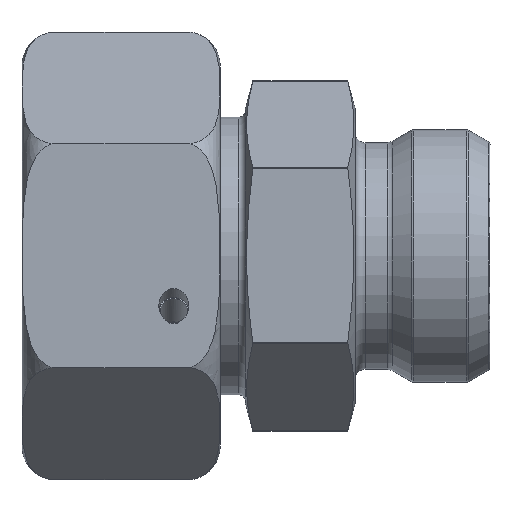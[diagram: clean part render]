
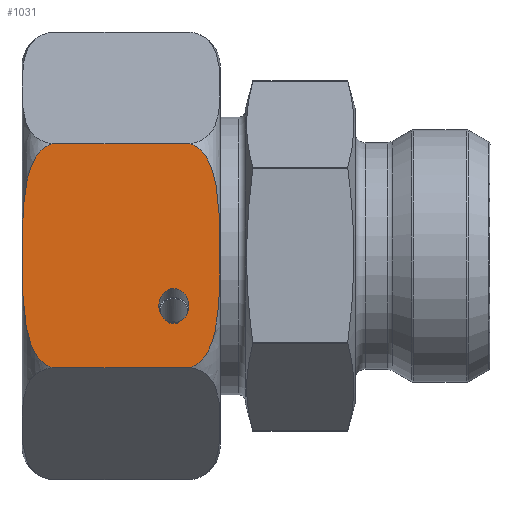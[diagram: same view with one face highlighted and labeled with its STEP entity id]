
A CAD part, top view. The second image highlights one B-rep face of the part: STEP entity #1031.
In plain terms, the highlighted face is planar.
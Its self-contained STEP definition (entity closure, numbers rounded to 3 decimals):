
#550=ELLIPSE('',#5343,2.047,1.773);
#667=FACE_BOUND('',#1587,.T.);
#668=FACE_BOUND('',#1588,.T.);
#786=PLANE('',#5344);
#1031=ADVANCED_FACE('',(#667,#668),#786,.F.);
#1587=EDGE_LOOP('',(#2433,#2434,#2435,#2436));
#1588=EDGE_LOOP('',(#2437));
#1872=B_SPLINE_CURVE_WITH_KNOTS('',3,(#6825,#6826,#6827,#6828,#6829,#6830,
#6831,#6832,#6833,#6834,#6835,#6836,#6837,#6838,#6839,#6840,#6841,#6842),
 .UNSPECIFIED.,.F.,.F.,(4,2,2,2,2,2,2,2,4),(0.,0.063,0.125,0.25,0.5,0.75,
0.875,0.938,1.),.UNSPECIFIED.);
#1873=B_SPLINE_CURVE_WITH_KNOTS('',3,(#6846,#6847,#6848,#6849,#6850,#6851,
#6852,#6853,#6854,#6855,#6856,#6857,#6858,#6859,#6860,#6861,#6862,#6863),
 .UNSPECIFIED.,.F.,.F.,(4,2,2,2,2,2,2,2,4),(0.,0.062,0.125,
0.25,0.5,0.75,0.875,0.938,1.),.UNSPECIFIED.);
#2433=ORIENTED_EDGE('',*,*,#4209,.T.);
#2434=ORIENTED_EDGE('',*,*,#4210,.T.);
#2435=ORIENTED_EDGE('',*,*,#4211,.F.);
#2436=ORIENTED_EDGE('',*,*,#4212,.T.);
#2437=ORIENTED_EDGE('',*,*,#4213,.F.);
#3721=VERTEX_POINT('',#6823);
#3722=VERTEX_POINT('',#6824);
#3723=VERTEX_POINT('',#6843);
#3724=VERTEX_POINT('',#6845);
#3725=VERTEX_POINT('',#6865);
#4209=EDGE_CURVE('',#3721,#3722,#4835,.T.);
#4210=EDGE_CURVE('',#3722,#3723,#1872,.T.);
#4211=EDGE_CURVE('',#3724,#3723,#4836,.T.);
#4212=EDGE_CURVE('',#3724,#3721,#1873,.T.);
#4213=EDGE_CURVE('',#3725,#3725,#550,.T.);
#4835=LINE('',#6822,#5043);
#4836=LINE('',#6844,#5044);
#5043=VECTOR('',#5761,1.);
#5044=VECTOR('',#5762,1.);
#5343=AXIS2_PLACEMENT_3D('',#6864,#5763,#5764);
#5344=AXIS2_PLACEMENT_3D('',#6866,#5765,#5766);
#5761=DIRECTION('',(-1.,0.,0.));
#5762=DIRECTION('',(-1.,0.,0.));
#5763=DIRECTION('',(0.,-0.5,0.866));
#5764=DIRECTION('',(0.,-0.866,-0.5));
#5765=DIRECTION('',(0.,0.5,-0.866));
#5766=DIRECTION('',(0.,0.866,0.5));
#6822=CARTESIAN_POINT('',(25.,0.,26.558));
#6823=CARTESIAN_POINT('',(19.735,0.,26.558));
#6824=CARTESIAN_POINT('',(3.765,0.,26.558));
#6825=CARTESIAN_POINT('',(3.765,0.,26.558));
#6826=CARTESIAN_POINT('',(3.143,-0.063,26.522));
#6827=CARTESIAN_POINT('',(2.599,-0.375,26.342));
#6828=CARTESIAN_POINT('',(1.757,-1.162,25.887));
#6829=CARTESIAN_POINT('',(1.447,-1.631,25.616));
#6830=CARTESIAN_POINT('',(0.711,-3.095,24.771));
#6831=CARTESIAN_POINT('',(0.47,-4.151,24.162));
#6832=CARTESIAN_POINT('',(0.007,-7.301,22.343));
#6833=CARTESIAN_POINT('',(0.023,-9.412,21.124));
#6834=CARTESIAN_POINT('',(0.024,-13.632,18.688));
#6835=CARTESIAN_POINT('',(0.009,-15.754,17.462));
#6836=CARTESIAN_POINT('',(0.48,-18.895,15.649));
#6837=CARTESIAN_POINT('',(0.722,-19.936,15.048));
#6838=CARTESIAN_POINT('',(1.461,-21.391,14.208));
#6839=CARTESIAN_POINT('',(1.773,-21.857,13.939));
#6840=CARTESIAN_POINT('',(2.604,-22.627,13.495));
#6841=CARTESIAN_POINT('',(3.15,-22.937,13.315));
#6842=CARTESIAN_POINT('',(3.765,-23.,13.279));
#6843=CARTESIAN_POINT('',(3.765,-23.,13.279));
#6844=CARTESIAN_POINT('',(25.,-23.,13.279));
#6845=CARTESIAN_POINT('',(19.735,-23.,13.279));
#6846=CARTESIAN_POINT('',(19.735,-23.,13.279));
#6847=CARTESIAN_POINT('',(20.357,-22.937,13.316));
#6848=CARTESIAN_POINT('',(20.901,-22.625,13.495));
#6849=CARTESIAN_POINT('',(21.743,-21.838,13.95));
#6850=CARTESIAN_POINT('',(22.053,-21.369,14.221));
#6851=CARTESIAN_POINT('',(22.789,-19.905,15.066));
#6852=CARTESIAN_POINT('',(23.03,-18.849,15.676));
#6853=CARTESIAN_POINT('',(23.493,-15.699,17.495));
#6854=CARTESIAN_POINT('',(23.477,-13.588,18.713));
#6855=CARTESIAN_POINT('',(23.476,-9.368,21.149));
#6856=CARTESIAN_POINT('',(23.491,-7.246,22.375));
#6857=CARTESIAN_POINT('',(23.02,-4.105,24.188));
#6858=CARTESIAN_POINT('',(22.778,-3.064,24.789));
#6859=CARTESIAN_POINT('',(22.039,-1.609,25.629));
#6860=CARTESIAN_POINT('',(21.727,-1.143,25.898));
#6861=CARTESIAN_POINT('',(20.896,-0.373,26.343));
#6862=CARTESIAN_POINT('',(20.35,-0.063,26.522));
#6863=CARTESIAN_POINT('',(19.735,0.,26.558));
#6864=CARTESIAN_POINT('',(18.,-16.65,16.945));
#6865=CARTESIAN_POINT('',(18.,-18.423,15.922));
#6866=CARTESIAN_POINT('',(25.,0.,26.558));
